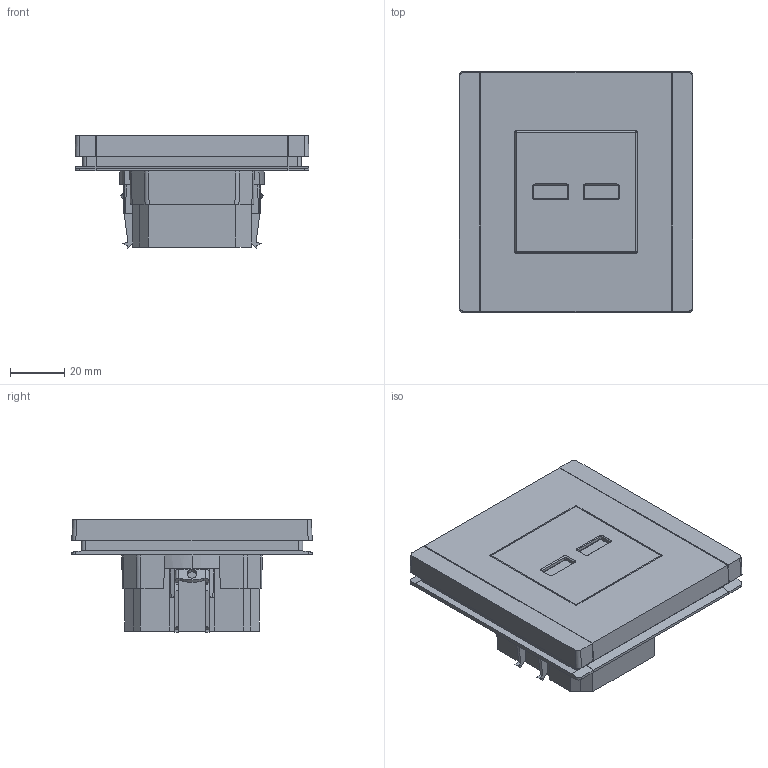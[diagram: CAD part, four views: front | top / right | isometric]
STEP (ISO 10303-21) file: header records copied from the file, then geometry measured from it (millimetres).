
FILE_DESCRIPTION (( 'STEP AP214' ), '1' );
FILE_NAME ('USB A+À.STEP', '2025-03-13T09:39:33', ( '' ), ( '' ), 'SwSTEP 2.0', 'SolidWorks 2022', '' );
FILE_SCHEMA (( 'AUTOMOTIVE_DESIGN' ));
Length unit declared in the file: millimetre
Products named in the file (1): USB A+А
Bounding box: 86.46 x 89 x 41.56 mm (x, y, z)
Volume: 154312.2 mm3; surface area: 43840 mm2
Topology: 1 solids, 37 shells, 1596 faces, 4491 edges, 2951 vertices
Faces by surface type: plane 1159, cylinder 379, bspline 28, cone 22, sphere 4, torus 4
Entity records: 51651 total; most frequent: CARTESIAN_POINT 11576, ORIENTED_EDGE 8982, DIRECTION 7550, EDGE_CURVE 4491, LINE 3434, VECTOR 3434, VERTEX_POINT 2951, AXIS2_PLACEMENT_3D 2058
